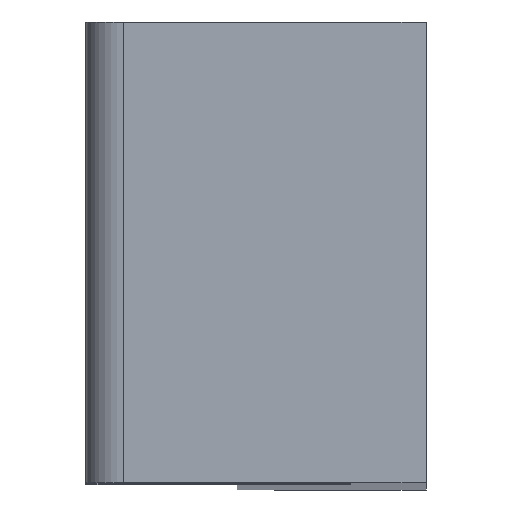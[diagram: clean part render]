
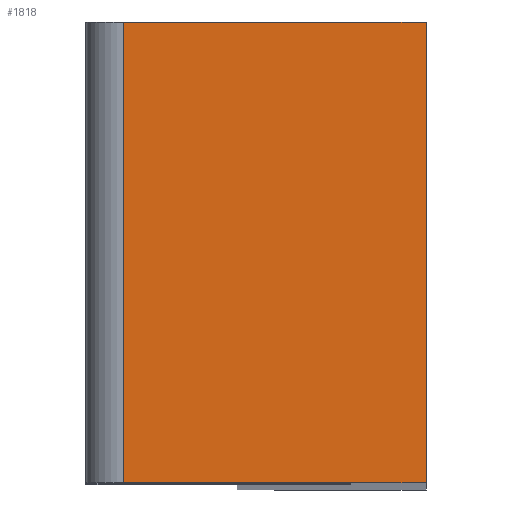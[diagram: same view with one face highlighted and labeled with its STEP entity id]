
A CAD part, top view. The second image highlights one B-rep face of the part: STEP entity #1818.
In plain terms, the highlighted planar face has unit normal (0, 0, 1).
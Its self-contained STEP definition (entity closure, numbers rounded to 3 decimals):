
#99 = PLANE('',#100);
#100 = AXIS2_PLACEMENT_3D('',#101,#102,#103);
#101 = CARTESIAN_POINT('',(405.,36.1,51.5));
#102 = DIRECTION('',(1.,0.,0.));
#103 = DIRECTION('',(0.,1.,0.));
#239 = PLANE('',#240);
#240 = AXIS2_PLACEMENT_3D('',#241,#242,#243);
#241 = CARTESIAN_POINT('',(402.37,30.,55.049));
#242 = DIRECTION('',(0.,-1.,0.));
#243 = DIRECTION('',(0.,0.,-1.));
#295 = PLANE('',#296);
#296 = AXIS2_PLACEMENT_3D('',#297,#298,#299);
#297 = CARTESIAN_POINT('',(402.37,42.2,55.049));
#298 = DIRECTION('',(0.,1.,0.));
#299 = DIRECTION('',(0.,0.,1.));
#1228 = CYLINDRICAL_SURFACE('',#1229,1.);
#1229 = AXIS2_PLACEMENT_3D('',#1230,#1231,#1232);
#1230 = CARTESIAN_POINT('',(397.,42.2,104.));
#1231 = DIRECTION('',(0.,-1.,0.));
#1232 = DIRECTION('',(-1.,0.,0.));
#1741 = VERTEX_POINT('',#1742);
#1742 = CARTESIAN_POINT('',(397.,42.2,105.));
#1764 = EDGE_CURVE('',#1741,#1765,#1767,.T.);
#1765 = VERTEX_POINT('',#1766);
#1766 = CARTESIAN_POINT('',(397.,30.,105.));
#1767 = SURFACE_CURVE('',#1768,(#1772,#1779),.PCURVE_S1.);
#1768 = LINE('',#1769,#1770);
#1769 = CARTESIAN_POINT('',(397.,42.2,105.));
#1770 = VECTOR('',#1771,1.);
#1771 = DIRECTION('',(0.,-1.,0.));
#1772 = PCURVE('',#1228,#1773);
#1773 = DEFINITIONAL_REPRESENTATION('',(#1774),#1778);
#1774 = LINE('',#1775,#1776);
#1775 = CARTESIAN_POINT('',(-1.571,0.));
#1776 = VECTOR('',#1777,1.);
#1777 = DIRECTION('',(-0.,1.));
#1778 = ( GEOMETRIC_REPRESENTATION_CONTEXT(2) 
PARAMETRIC_REPRESENTATION_CONTEXT() REPRESENTATION_CONTEXT('2D SPACE',''
  ) );
#1779 = PCURVE('',#1780,#1785);
#1780 = PLANE('',#1781);
#1781 = AXIS2_PLACEMENT_3D('',#1782,#1783,#1784);
#1782 = CARTESIAN_POINT('',(400.5,36.1,105.));
#1783 = DIRECTION('',(0.,0.,1.));
#1784 = DIRECTION('',(0.,1.,0.));
#1785 = DEFINITIONAL_REPRESENTATION('',(#1786),#1790);
#1786 = LINE('',#1787,#1788);
#1787 = CARTESIAN_POINT('',(6.1,3.5));
#1788 = VECTOR('',#1789,1.);
#1789 = DIRECTION('',(-1.,0.));
#1790 = ( GEOMETRIC_REPRESENTATION_CONTEXT(2) 
PARAMETRIC_REPRESENTATION_CONTEXT() REPRESENTATION_CONTEXT('2D SPACE',''
  ) );
#1818 = ADVANCED_FACE('',(#1819),#1780,.T.);
#1819 = FACE_BOUND('',#1820,.T.);
#1820 = EDGE_LOOP('',(#1821,#1844,#1845,#1868));
#1821 = ORIENTED_EDGE('',*,*,#1822,.T.);
#1822 = EDGE_CURVE('',#1823,#1741,#1825,.T.);
#1823 = VERTEX_POINT('',#1824);
#1824 = CARTESIAN_POINT('',(405.,42.2,105.));
#1825 = SURFACE_CURVE('',#1826,(#1830,#1837),.PCURVE_S1.);
#1826 = LINE('',#1827,#1828);
#1827 = CARTESIAN_POINT('',(405.,42.2,105.));
#1828 = VECTOR('',#1829,1.);
#1829 = DIRECTION('',(-1.,0.,0.));
#1830 = PCURVE('',#1780,#1831);
#1831 = DEFINITIONAL_REPRESENTATION('',(#1832),#1836);
#1832 = LINE('',#1833,#1834);
#1833 = CARTESIAN_POINT('',(6.1,-4.5));
#1834 = VECTOR('',#1835,1.);
#1835 = DIRECTION('',(0.,1.));
#1836 = ( GEOMETRIC_REPRESENTATION_CONTEXT(2) 
PARAMETRIC_REPRESENTATION_CONTEXT() REPRESENTATION_CONTEXT('2D SPACE',''
  ) );
#1837 = PCURVE('',#295,#1838);
#1838 = DEFINITIONAL_REPRESENTATION('',(#1839),#1843);
#1839 = LINE('',#1840,#1841);
#1840 = CARTESIAN_POINT('',(49.951,2.63));
#1841 = VECTOR('',#1842,1.);
#1842 = DIRECTION('',(0.,-1.));
#1843 = ( GEOMETRIC_REPRESENTATION_CONTEXT(2) 
PARAMETRIC_REPRESENTATION_CONTEXT() REPRESENTATION_CONTEXT('2D SPACE',''
  ) );
#1844 = ORIENTED_EDGE('',*,*,#1764,.T.);
#1845 = ORIENTED_EDGE('',*,*,#1846,.T.);
#1846 = EDGE_CURVE('',#1765,#1847,#1849,.T.);
#1847 = VERTEX_POINT('',#1848);
#1848 = CARTESIAN_POINT('',(405.,30.,105.));
#1849 = SURFACE_CURVE('',#1850,(#1854,#1861),.PCURVE_S1.);
#1850 = LINE('',#1851,#1852);
#1851 = CARTESIAN_POINT('',(396.,30.,105.));
#1852 = VECTOR('',#1853,1.);
#1853 = DIRECTION('',(1.,0.,0.));
#1854 = PCURVE('',#1780,#1855);
#1855 = DEFINITIONAL_REPRESENTATION('',(#1856),#1860);
#1856 = LINE('',#1857,#1858);
#1857 = CARTESIAN_POINT('',(-6.1,4.5));
#1858 = VECTOR('',#1859,1.);
#1859 = DIRECTION('',(0.,-1.));
#1860 = ( GEOMETRIC_REPRESENTATION_CONTEXT(2) 
PARAMETRIC_REPRESENTATION_CONTEXT() REPRESENTATION_CONTEXT('2D SPACE',''
  ) );
#1861 = PCURVE('',#239,#1862);
#1862 = DEFINITIONAL_REPRESENTATION('',(#1863),#1867);
#1863 = LINE('',#1864,#1865);
#1864 = CARTESIAN_POINT('',(-49.951,-6.37));
#1865 = VECTOR('',#1866,1.);
#1866 = DIRECTION('',(0.,1.));
#1867 = ( GEOMETRIC_REPRESENTATION_CONTEXT(2) 
PARAMETRIC_REPRESENTATION_CONTEXT() REPRESENTATION_CONTEXT('2D SPACE',''
  ) );
#1868 = ORIENTED_EDGE('',*,*,#1869,.T.);
#1869 = EDGE_CURVE('',#1847,#1823,#1870,.T.);
#1870 = SURFACE_CURVE('',#1871,(#1875,#1882),.PCURVE_S1.);
#1871 = LINE('',#1872,#1873);
#1872 = CARTESIAN_POINT('',(405.,30.,105.));
#1873 = VECTOR('',#1874,1.);
#1874 = DIRECTION('',(0.,1.,0.));
#1875 = PCURVE('',#1780,#1876);
#1876 = DEFINITIONAL_REPRESENTATION('',(#1877),#1881);
#1877 = LINE('',#1878,#1879);
#1878 = CARTESIAN_POINT('',(-6.1,-4.5));
#1879 = VECTOR('',#1880,1.);
#1880 = DIRECTION('',(1.,0.));
#1881 = ( GEOMETRIC_REPRESENTATION_CONTEXT(2) 
PARAMETRIC_REPRESENTATION_CONTEXT() REPRESENTATION_CONTEXT('2D SPACE',''
  ) );
#1882 = PCURVE('',#99,#1883);
#1883 = DEFINITIONAL_REPRESENTATION('',(#1884),#1888);
#1884 = LINE('',#1885,#1886);
#1885 = CARTESIAN_POINT('',(-6.1,53.5));
#1886 = VECTOR('',#1887,1.);
#1887 = DIRECTION('',(1.,0.));
#1888 = ( GEOMETRIC_REPRESENTATION_CONTEXT(2) 
PARAMETRIC_REPRESENTATION_CONTEXT() REPRESENTATION_CONTEXT('2D SPACE',''
  ) );
